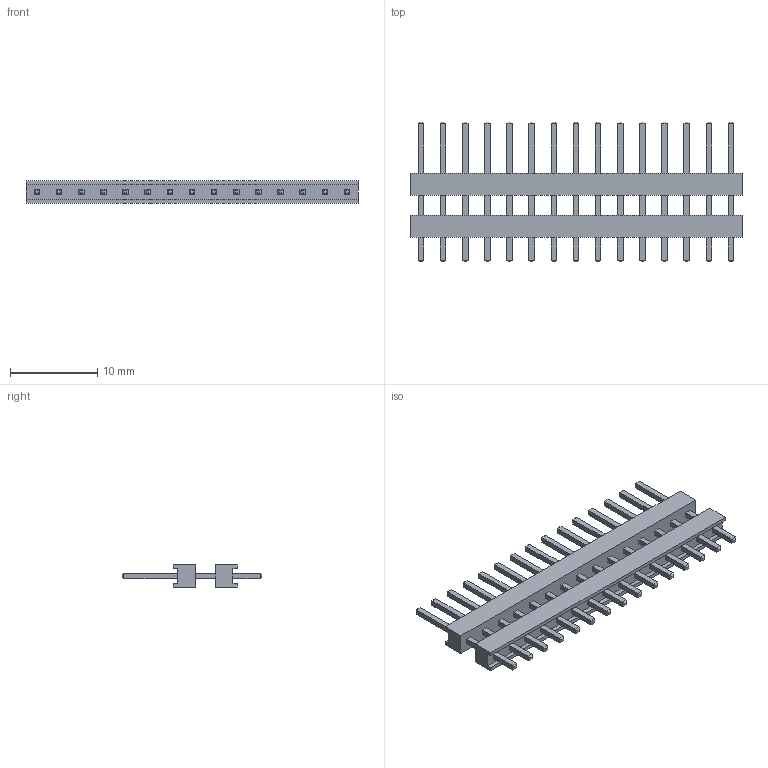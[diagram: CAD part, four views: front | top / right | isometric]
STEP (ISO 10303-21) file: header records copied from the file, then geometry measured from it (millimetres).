
FILE_DESCRIPTION(/* description */ ('STEP AP214'),/* implementation_level */ '2;1');
FILE_NAME(/* name */ 'DW-15-15-T-S-290',/* time_stamp */ '2024-08-15T14:05:59+02:00',/* author */ ('License CC BY-ND 4.0'),/* organization */ ('CADENAS'),/* preprocessor_version */ 'ST-DEVELOPER v19.3',/* originating_system */ 'PARTsolutions',/* authorisation */ ' ');
FILE_SCHEMA (('AUTOMOTIVE_DESIGN {1 0 10303 214 3 1 1}'));
Length unit declared in the file: inch
Products named in the file (4): DW-15-15-T-S-290; ZW-15-15-G-S-290-110bbody; ZW-15-15-G-S-290-110_pins; ZW-15-15-G-S-290-110_top_body
Assembly tree (3 placements, depth 2):
  DW-15-15-T-S-290
    ZW-15-15-G-S-290-110bbody
    ZW-15-15-G-S-290-110_pins
    ZW-15-15-G-S-290-110_top_body
Bounding box: 38.1 x 16 x 2.54 mm (x, y, z)
Volume: 505.1 mm3; surface area: 1682.9 mm2
Topology: 3 solids, 3 shells, 382 faces, 1008 edges, 632 vertices
Faces by surface type: plane 382
Entity records: 11616 total; most frequent: CARTESIAN_POINT 2026, ORIENTED_EDGE 2016, DIRECTION 1780, EDGE_CURVE 1008, LINE 1008, VECTOR 1008, VERTEX_POINT 632, EDGE_LOOP 442
